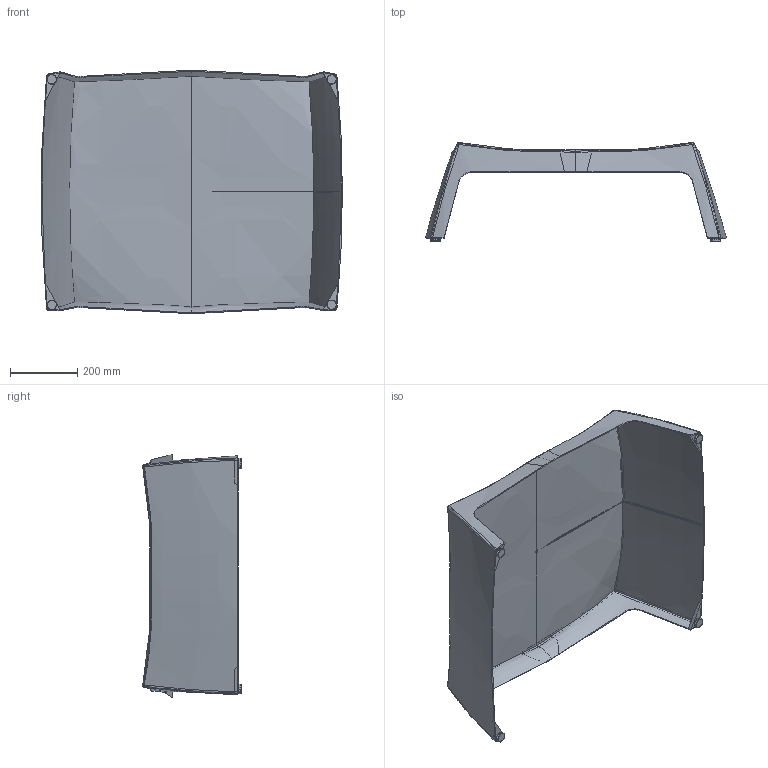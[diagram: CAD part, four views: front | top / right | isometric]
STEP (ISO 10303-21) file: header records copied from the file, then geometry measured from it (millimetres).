
FILE_DESCRIPTION (( 'STEP AP214' ), '1' );
FILE_NAME ('LT70 STEP.STEP', '2021-05-12T08:55:59', ( '' ), ( '' ), 'SwSTEP 2.0', 'SolidWorks 2020', '' );
FILE_SCHEMA (( 'AUTOMOTIVE_DESIGN' ));
Length unit declared in the file: millimetre
Products named in the file (3): LT70 STEP; LT70_Domyslna; Stelvoet DUPO Ø29 M10x19
Assembly tree (5 placements, depth 2):
  LT70 STEP
    LT70_Domyslna
    Stelvoet DUPO Ø29 M10x19  x4
Bounding box: 893.21 x 293.4 x 721.85 mm (x, y, z)
Volume: 3006602.5 mm3; surface area: 2025543.6 mm2
Topology: 5 solids, 5 shells, 278 faces, 728 edges, 464 vertices
Faces by surface type: cylinder 157, bspline 96, plane 13, sphere 12
Entity records: 50158 total; most frequent: CARTESIAN_POINT 46529, ORIENTED_EDGE 790, DIRECTION 435, EDGE_CURVE 395, VERTEX_POINT 242, B_SPLINE_CURVE_WITH_KNOTS 225, AXIS2_PLACEMENT_3D 195, EDGE_LOOP 167
